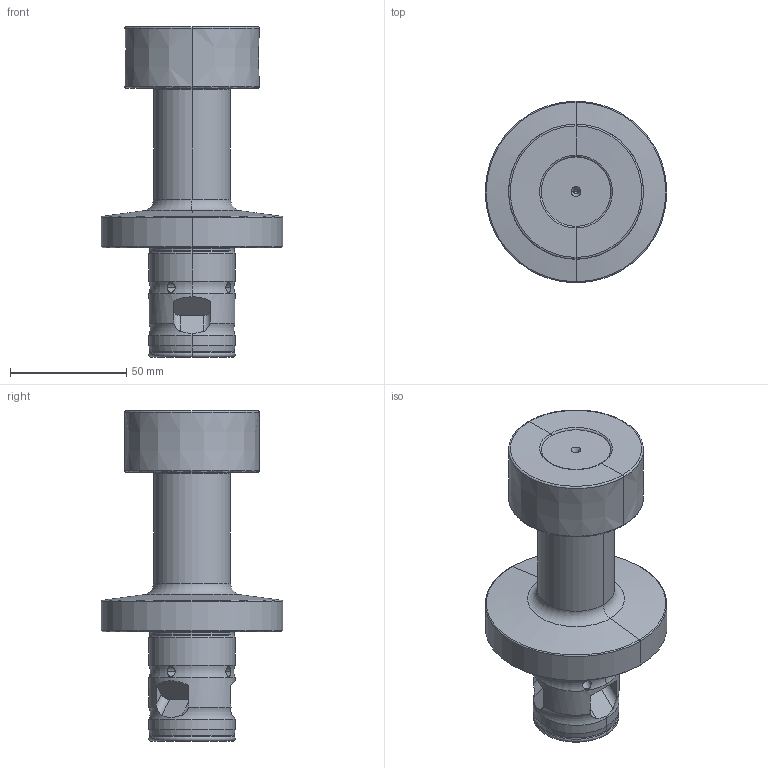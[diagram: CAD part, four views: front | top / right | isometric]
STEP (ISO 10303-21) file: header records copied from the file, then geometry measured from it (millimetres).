
FILE_DESCRIPTION((''),'2;1');
FILE_NAME('15T1__ASM','2010-06-09T',('rivarolo_pc'),(''),'PRO/ENGINEER BY PARAMETRIC TECHNOLOGY CORPORATION, 2009380','PRO/ENGINEER BY PARAMETRIC TECHNOLOGY CORPORATION, 2009380','');
FILE_SCHEMA(('CONFIG_CONTROL_DESIGN'));
Length unit declared in the file: millimetre
Products named in the file (3): 15T1J058027Z5R00_HSG; SCHNEIDEN_; 15T1__ASM
Assembly tree (2 placements, depth 2):
  15T1__ASM
    15T1J058027Z5R00_HSG
    SCHNEIDEN_
Bounding box: 78 x 78 x 141.98 mm (x, y, z)
Volume: 266839.4 mm3; surface area: 46810.4 mm2
Topology: 2 solids, 2 shells, 126 faces, 299 edges, 170 vertices
Faces by surface type: cone 42, cylinder 36, torus 24, plane 16, revolution 8
Entity records: 4477 total; most frequent: CARTESIAN_POINT 1546, DIRECTION 615, ORIENTED_EDGE 578, EDGE_CURVE 289, AXIS2_PLACEMENT_3D 257, VERTEX_POINT 170, EDGE_LOOP 139, CIRCLE 134
